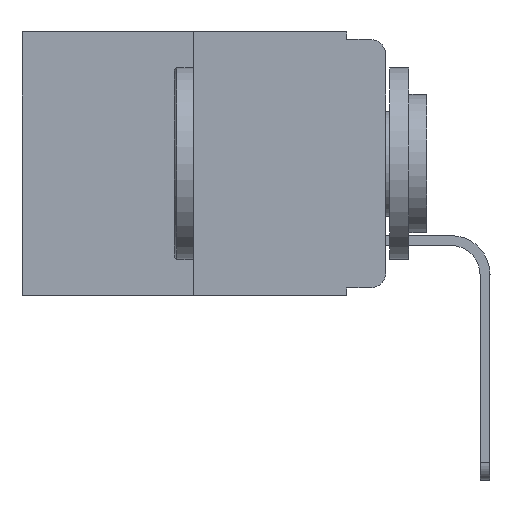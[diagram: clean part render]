
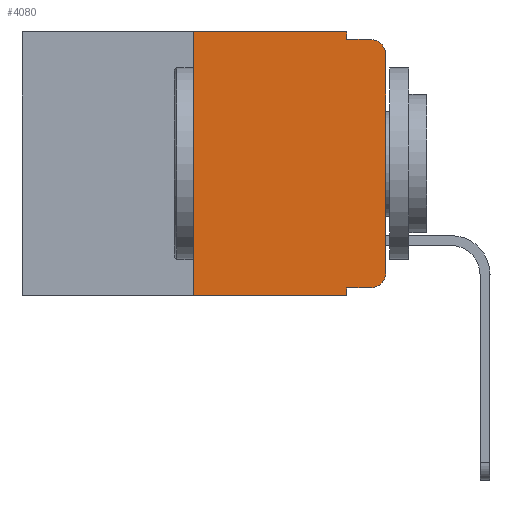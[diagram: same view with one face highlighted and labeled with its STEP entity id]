
A CAD part, left-side view. The second image highlights one B-rep face of the part: STEP entity #4080.
In plain terms, the highlighted planar face has unit normal (-1, 0, 0).
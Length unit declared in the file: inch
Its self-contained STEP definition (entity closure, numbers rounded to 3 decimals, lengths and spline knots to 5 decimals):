
#136 = AXIS2_PLACEMENT_3D ( 'NONE', #10931, #14947, #5274 ) ;
#198 = ORIENTED_EDGE ( 'NONE', *, *, #16581, .T. ) ;
#787 = CARTESIAN_POINT ( 'NONE',  ( 0., 0.051, -0.333 ) ) ;
#951 = DIRECTION ( 'NONE',  ( 0., 0., -1. ) ) ;
#1118 = LINE ( 'NONE', #2625, #7874 ) ;
#1298 = EDGE_CURVE ( 'NONE', #17509, #17293, #15601, .T. ) ;
#1648 = VERTEX_POINT ( 'NONE', #2392 ) ;
#1657 = ORIENTED_EDGE ( 'NONE', *, *, #4348, .F. ) ;
#1754 = EDGE_CURVE ( 'NONE', #5180, #17587, #4471, .T. ) ;
#1755 = DIRECTION ( 'NONE',  ( 0., -1., 0. ) ) ;
#1970 = LINE ( 'NONE', #12765, #4124 ) ;
#2076 = LINE ( 'NONE', #15740, #15134 ) ;
#2092 = LINE ( 'NONE', #3281, #14498 ) ;
#2223 = CARTESIAN_POINT ( 'NONE',  ( 0., 0.051, -0.333 ) ) ;
#2392 = CARTESIAN_POINT ( 'NONE',  ( 0., 0.051, -0.343 ) ) ;
#2625 = CARTESIAN_POINT ( 'NONE',  ( 0., 0.051, 0. ) ) ;
#2948 = ORIENTED_EDGE ( 'NONE', *, *, #1298, .F. ) ;
#3281 = CARTESIAN_POINT ( 'NONE',  ( 0., 0.051, -0.01 ) ) ;
#3348 = AXIS2_PLACEMENT_3D ( 'NONE', #10783, #9254, #951 ) ;
#3559 = EDGE_CURVE ( 'NONE', #7708, #1648, #1118, .T. ) ;
#3899 = PLANE ( 'NONE',  #18036 ) ;
#4080 = ADVANCED_FACE ( 'NONE', ( #13310 ), #3899, .F. ) ;
#4124 = VECTOR ( 'NONE', #8635, 39.37008 ) ;
#4215 = ORIENTED_EDGE ( 'NONE', *, *, #1754, .T. ) ;
#4281 = EDGE_LOOP ( 'NONE', ( #198, #4215, #14530, #17565, #2948, #1657, #9211, #16906, #5823, #10737 ) ) ;
#4348 = EDGE_CURVE ( 'NONE', #17173, #17509, #1970, .T. ) ;
#4471 = CIRCLE ( 'NONE', #136, 0.02 ) ;
#4916 = CARTESIAN_POINT ( 'NONE',  ( 0., 0.051, 0. ) ) ;
#5180 = VERTEX_POINT ( 'NONE', #7769 ) ;
#5274 = DIRECTION ( 'NONE',  ( 0., 0., -1. ) ) ;
#5823 = ORIENTED_EDGE ( 'NONE', *, *, #8961, .T. ) ;
#6054 = DIRECTION ( 'NONE',  ( 0., -1., 0. ) ) ;
#6187 = VERTEX_POINT ( 'NONE', #10156 ) ;
#7184 = VERTEX_POINT ( 'NONE', #10851 ) ;
#7655 = DIRECTION ( 'NONE',  ( 0., 0., -1. ) ) ;
#7699 = CARTESIAN_POINT ( 'NONE',  ( 0., 0., 0. ) ) ;
#7708 = VERTEX_POINT ( 'NONE', #2223 ) ;
#7769 = CARTESIAN_POINT ( 'NONE',  ( 0., 0., -0.03 ) ) ;
#7874 = VECTOR ( 'NONE', #17995, 39.37008 ) ;
#8335 = VECTOR ( 'NONE', #7655, 39.37008 ) ;
#8507 = DIRECTION ( 'NONE',  ( 0., -1., 0. ) ) ;
#8635 = DIRECTION ( 'NONE',  ( 0., 0., 1. ) ) ;
#8961 = EDGE_CURVE ( 'NONE', #7708, #11666, #9436, .T. ) ;
#8990 = CARTESIAN_POINT ( 'NONE',  ( 0., 0.02, -0.01 ) ) ;
#9107 = CARTESIAN_POINT ( 'NONE',  ( 0., 0.25, 0. ) ) ;
#9211 = ORIENTED_EDGE ( 'NONE', *, *, #16512, .T. ) ;
#9254 = DIRECTION ( 'NONE',  ( -1., 0., 0. ) ) ;
#9436 = LINE ( 'NONE', #787, #16416 ) ;
#9973 = CARTESIAN_POINT ( 'NONE',  ( 0., 0.051, 0. ) ) ;
#10156 = CARTESIAN_POINT ( 'NONE',  ( 0., 0., -0.313 ) ) ;
#10602 = CARTESIAN_POINT ( 'NONE',  ( 0., 0.02, -0.333 ) ) ;
#10737 = ORIENTED_EDGE ( 'NONE', *, *, #13625, .T. ) ;
#10783 = CARTESIAN_POINT ( 'NONE',  ( 0., 0.02, -0.313 ) ) ;
#10851 = CARTESIAN_POINT ( 'NONE',  ( 0., 0.051, -0.01 ) ) ;
#10931 = CARTESIAN_POINT ( 'NONE',  ( 0., 0.02, -0.03 ) ) ;
#11017 = DIRECTION ( 'NONE',  ( 0., -1., 0. ) ) ;
#11444 = LINE ( 'NONE', #7699, #13372 ) ;
#11666 = VERTEX_POINT ( 'NONE', #10602 ) ;
#11836 = DIRECTION ( 'NONE',  ( 0., 0., 1. ) ) ;
#12765 = CARTESIAN_POINT ( 'NONE',  ( 0., 0.25, 0. ) ) ;
#13310 = FACE_OUTER_BOUND ( 'NONE', #4281, .T. ) ;
#13372 = VECTOR ( 'NONE', #11836, 39.37008 ) ;
#13625 = EDGE_CURVE ( 'NONE', #11666, #6187, #13665, .T. ) ;
#13626 = CARTESIAN_POINT ( 'NONE',  ( 0., 0.473, 0. ) ) ;
#13665 = CIRCLE ( 'NONE', #3348, 0.02 ) ;
#14498 = VECTOR ( 'NONE', #1755, 39.37008 ) ;
#14530 = ORIENTED_EDGE ( 'NONE', *, *, #15711, .F. ) ;
#14947 = DIRECTION ( 'NONE',  ( -1., 0., 0. ) ) ;
#15044 = DIRECTION ( 'NONE',  ( 1., 0., 0. ) ) ;
#15134 = VECTOR ( 'NONE', #6054, 39.37008 ) ;
#15455 = CARTESIAN_POINT ( 'NONE',  ( 0., 0.473, 0. ) ) ;
#15601 = LINE ( 'NONE', #15455, #16919 ) ;
#15711 = EDGE_CURVE ( 'NONE', #7184, #17587, #2092, .T. ) ;
#15740 = CARTESIAN_POINT ( 'NONE',  ( 0., 0.473, -0.343 ) ) ;
#15774 = LINE ( 'NONE', #4916, #8335 ) ;
#16416 = VECTOR ( 'NONE', #11017, 39.37008 ) ;
#16462 = DIRECTION ( 'NONE',  ( 0., 0., -1. ) ) ;
#16512 = EDGE_CURVE ( 'NONE', #17173, #1648, #2076, .T. ) ;
#16581 = EDGE_CURVE ( 'NONE', #6187, #5180, #11444, .T. ) ;
#16906 = ORIENTED_EDGE ( 'NONE', *, *, #3559, .F. ) ;
#16919 = VECTOR ( 'NONE', #8507, 39.37008 ) ;
#17173 = VERTEX_POINT ( 'NONE', #18077 ) ;
#17293 = VERTEX_POINT ( 'NONE', #9973 ) ;
#17509 = VERTEX_POINT ( 'NONE', #9107 ) ;
#17528 = EDGE_CURVE ( 'NONE', #17293, #7184, #15774, .T. ) ;
#17565 = ORIENTED_EDGE ( 'NONE', *, *, #17528, .F. ) ;
#17587 = VERTEX_POINT ( 'NONE', #8990 ) ;
#17995 = DIRECTION ( 'NONE',  ( 0., 0., -1. ) ) ;
#18036 = AXIS2_PLACEMENT_3D ( 'NONE', #13626, #15044, #16462 ) ;
#18077 = CARTESIAN_POINT ( 'NONE',  ( 0., 0.25, -0.343 ) ) ;
